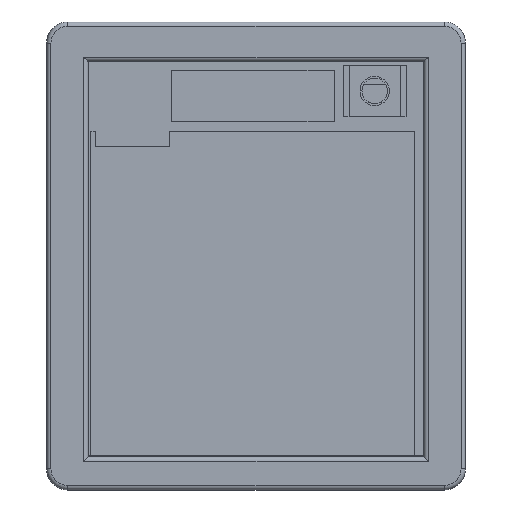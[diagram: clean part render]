
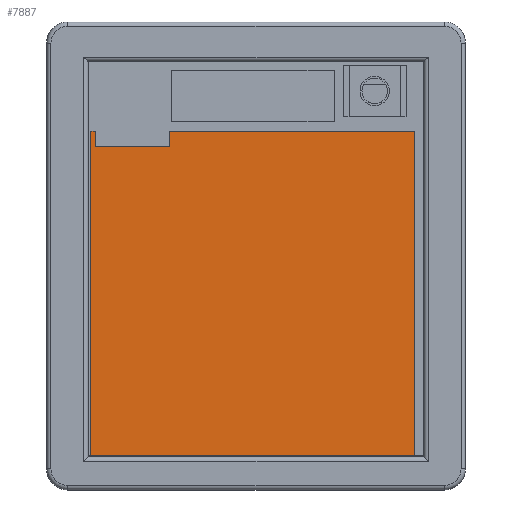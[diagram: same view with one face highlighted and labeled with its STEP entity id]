
A CAD part, top view. The second image highlights one B-rep face of the part: STEP entity #7887.
In plain terms, the highlighted planar face has unit normal (0, 0, 1).
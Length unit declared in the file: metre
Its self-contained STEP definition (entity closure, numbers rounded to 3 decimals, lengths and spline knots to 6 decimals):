
#1038=LINE('',#13861,#1628);
#1039=LINE('',#13864,#1629);
#1040=LINE('',#13866,#1630);
#1041=LINE('',#13868,#1631);
#1042=LINE('',#13870,#1632);
#1043=LINE('',#13872,#1633);
#1044=LINE('',#13874,#1634);
#1045=LINE('',#13876,#1635);
#1628=VECTOR('',#9906,1.);
#1629=VECTOR('',#9907,1.);
#1630=VECTOR('',#9908,1.);
#1631=VECTOR('',#9909,1.);
#1632=VECTOR('',#9910,1.);
#1633=VECTOR('',#9911,1.);
#1634=VECTOR('',#9912,1.);
#1635=VECTOR('',#9913,1.);
#3588=ORIENTED_EDGE('',*,*,#5025,.T.);
#3589=ORIENTED_EDGE('',*,*,#5026,.T.);
#3590=ORIENTED_EDGE('',*,*,#5027,.F.);
#3591=ORIENTED_EDGE('',*,*,#5028,.F.);
#3592=ORIENTED_EDGE('',*,*,#5029,.T.);
#3593=ORIENTED_EDGE('',*,*,#5030,.T.);
#3594=ORIENTED_EDGE('',*,*,#5031,.F.);
#3595=ORIENTED_EDGE('',*,*,#5032,.F.);
#5025=EDGE_CURVE('',#5882,#5883,#1038,.T.);
#5026=EDGE_CURVE('',#5883,#5884,#1039,.T.);
#5027=EDGE_CURVE('',#5885,#5884,#1040,.T.);
#5028=EDGE_CURVE('',#5886,#5885,#1041,.T.);
#5029=EDGE_CURVE('',#5886,#5887,#1042,.T.);
#5030=EDGE_CURVE('',#5887,#5888,#1043,.T.);
#5031=EDGE_CURVE('',#5889,#5888,#1044,.T.);
#5032=EDGE_CURVE('',#5882,#5889,#1045,.T.);
#5882=VERTEX_POINT('',#13862);
#5883=VERTEX_POINT('',#13863);
#5884=VERTEX_POINT('',#13865);
#5885=VERTEX_POINT('',#13867);
#5886=VERTEX_POINT('',#13869);
#5887=VERTEX_POINT('',#13871);
#5888=VERTEX_POINT('',#13873);
#5889=VERTEX_POINT('',#13875);
#6707=EDGE_LOOP('',(#3588,#3589,#3590,#3591,#3592,#3593,#3594,#3595));
#7241=FACE_BOUND('',#6707,.T.);
#7486=PLANE('',#8456);
#7887=ADVANCED_FACE('',(#7241),#7486,.T.);
#8456=AXIS2_PLACEMENT_3D('',#13860,#9904,#9905);
#9904=DIRECTION('',(0.,0.,1.));
#9905=DIRECTION('',(-1.,0.,0.));
#9906=DIRECTION('',(0.,-1.,0.));
#9907=DIRECTION('',(1.,0.,0.));
#9908=DIRECTION('',(0.,-1.,0.));
#9909=DIRECTION('',(1.,0.,0.));
#9910=DIRECTION('',(0.,-1.,0.));
#9911=DIRECTION('',(-1.,0.,0.));
#9912=DIRECTION('',(0.,-1.,0.));
#9913=DIRECTION('',(1.,0.,0.));
#13860=CARTESIAN_POINT('',(0.119095,-0.098027,0.017093));
#13861=CARTESIAN_POINT('',(0.052388,-0.085725,0.017093));
#13862=CARTESIAN_POINT('',(0.052388,-0.047625,0.017093));
#13863=CARTESIAN_POINT('',(0.052388,-0.123825,0.017093));
#13864=CARTESIAN_POINT('',(0.080963,-0.123825,0.017093));
#13865=CARTESIAN_POINT('',(0.128588,-0.123825,0.017093));
#13866=CARTESIAN_POINT('',(0.128588,-0.0762,0.017093));
#13867=CARTESIAN_POINT('',(0.128588,-0.047625,0.017093));
#13868=CARTESIAN_POINT('',(0.099779,-0.047625,0.017093));
#13869=CARTESIAN_POINT('',(0.07097,-0.047625,0.017093));
#13870=CARTESIAN_POINT('',(0.07097,-0.098027,0.017093));
#13871=CARTESIAN_POINT('',(0.07097,-0.05108,0.017093));
#13872=CARTESIAN_POINT('',(0.06222,-0.05108,0.017093));
#13873=CARTESIAN_POINT('',(0.05347,-0.05108,0.017093));
#13874=CARTESIAN_POINT('',(0.05347,-0.049353,0.017093));
#13875=CARTESIAN_POINT('',(0.05347,-0.047625,0.017093));
#13876=CARTESIAN_POINT('',(0.099779,-0.047625,0.017093));
